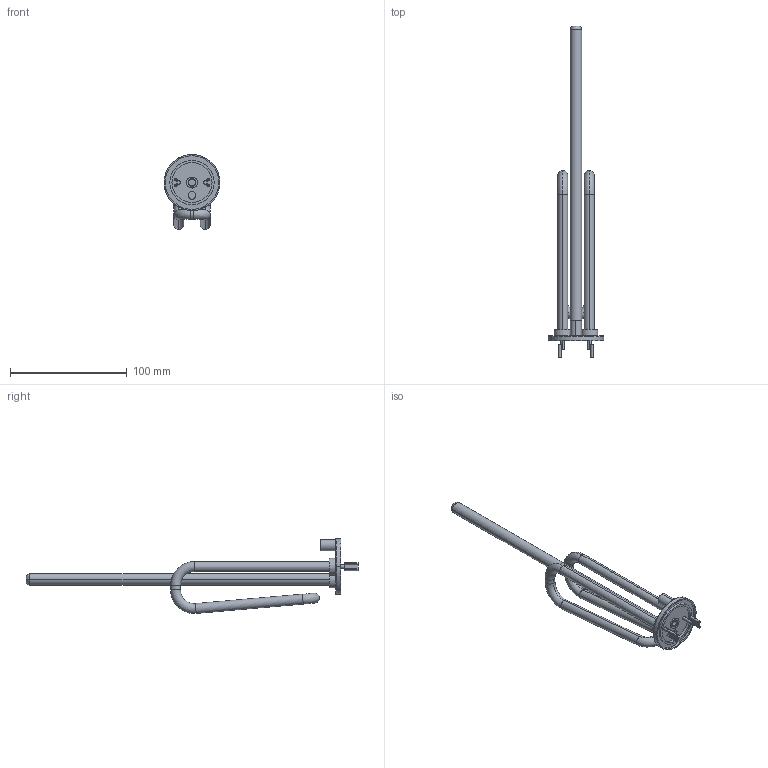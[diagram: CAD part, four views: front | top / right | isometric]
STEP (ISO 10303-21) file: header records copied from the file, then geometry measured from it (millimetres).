
FILE_DESCRIPTION((''),'2;1');
FILE_NAME('HEATER1200W','2024-09-17T11:52:26',('hasan'),(''),'CREO PARAMETRIC BY PTC INC, 2024063','CREO PARAMETRIC BY PTC INC, 2024063','');
FILE_SCHEMA(('CONFIG_CONTROL_DESIGN'));
Length unit declared in the file: millimetre
Products named in the file (1): HEATER1200W
Bounding box: 48 x 284.85 x 64.23 mm (x, y, z)
Volume: 30059 mm3; surface area: 47878.8 mm2
Topology: 1 solids, 2 shells, 140 faces, 353 edges, 226 vertices
Faces by surface type: cylinder 74, plane 34, torus 26, bspline 4, cone 2
Entity records: 4437 total; most frequent: CARTESIAN_POINT 854, DIRECTION 842, ORIENTED_EDGE 702, AXIS2_PLACEMENT_3D 361, EDGE_CURVE 351, VERTEX_POINT 226, CIRCLE 225, EDGE_LOOP 153
